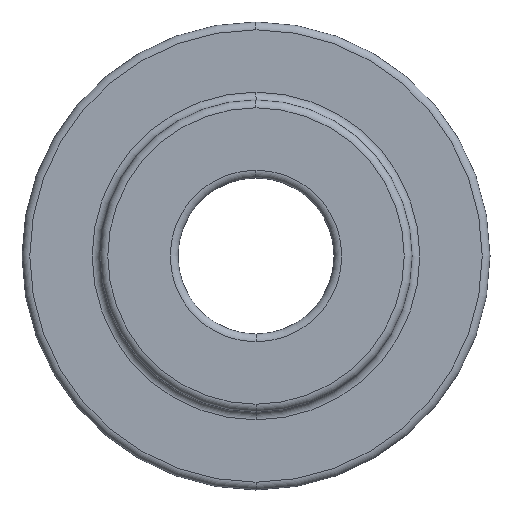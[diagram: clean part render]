
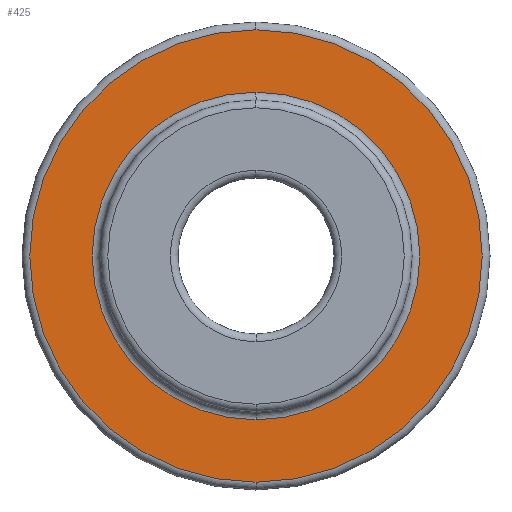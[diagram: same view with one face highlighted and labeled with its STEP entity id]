
A CAD part, left-side view. The second image highlights one B-rep face of the part: STEP entity #425.
In plain terms, the highlighted planar face has unit normal (-1, 0, 0).
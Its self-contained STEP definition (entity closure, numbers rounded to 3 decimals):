
#3 = AXIS2_PLACEMENT_3D ( 'NONE', #46, #239, #377 ) ;
#6 = AXIS2_PLACEMENT_3D ( 'NONE', #291, #139, #487 ) ;
#10 = ORIENTED_EDGE ( 'NONE', *, *, #221, .T. ) ;
#14 = DIRECTION ( 'NONE',  ( 1., 0., 0. ) ) ;
#46 = CARTESIAN_POINT ( 'NONE',  ( 5.5, 0., 0. ) ) ;
#82 = DIRECTION ( 'NONE',  ( 0., 0., -1. ) ) ;
#89 = CIRCLE ( 'NONE', #482, 4.2 ) ;
#100 = AXIS2_PLACEMENT_3D ( 'NONE', #362, #227, #82 ) ;
#127 = CARTESIAN_POINT ( 'NONE',  ( 5.5, 0., 4.2 ) ) ;
#133 = CARTESIAN_POINT ( 'NONE',  ( 5.5, 0., -4.2 ) ) ;
#139 = DIRECTION ( 'NONE',  ( 1., 0., 0. ) ) ;
#167 = FACE_OUTER_BOUND ( 'NONE', #346, .T. ) ;
#171 = VERTEX_POINT ( 'NONE', #634 ) ;
#212 = EDGE_CURVE ( 'NONE', #609, #577, #89, .T. ) ;
#221 = EDGE_CURVE ( 'NONE', #490, #171, #637, .T. ) ;
#227 = DIRECTION ( 'NONE',  ( -1., 0., 0. ) ) ;
#238 = CIRCLE ( 'NONE', #6, 4.2 ) ;
#239 = DIRECTION ( 'NONE',  ( -1., 0., 0. ) ) ;
#279 = DIRECTION ( 'NONE',  ( 1., 0., 0. ) ) ;
#290 = EDGE_CURVE ( 'NONE', #577, #609, #238, .T. ) ;
#291 = CARTESIAN_POINT ( 'NONE',  ( 5.5, 0., 0. ) ) ;
#346 = EDGE_LOOP ( 'NONE', ( #10, #420 ) ) ;
#347 = CARTESIAN_POINT ( 'NONE',  ( 5.5, 0., -5.8 ) ) ;
#352 = DIRECTION ( 'NONE',  ( 0., 0., -1. ) ) ;
#362 = CARTESIAN_POINT ( 'NONE',  ( 5.5, 0., 0. ) ) ;
#374 = CARTESIAN_POINT ( 'NONE',  ( 5.5, 6., 0. ) ) ;
#377 = DIRECTION ( 'NONE',  ( 0., 0., -1. ) ) ;
#398 = EDGE_CURVE ( 'NONE', #171, #490, #399, .T. ) ;
#399 = CIRCLE ( 'NONE', #3, 5.8 ) ;
#409 = ORIENTED_EDGE ( 'NONE', *, *, #290, .T. ) ;
#420 = ORIENTED_EDGE ( 'NONE', *, *, #398, .T. ) ;
#425 = ADVANCED_FACE ( 'NONE', ( #636, #167 ), #446, .F. ) ;
#446 = PLANE ( 'NONE',  #527 ) ;
#482 = AXIS2_PLACEMENT_3D ( 'NONE', #483, #279, #622 ) ;
#483 = CARTESIAN_POINT ( 'NONE',  ( 5.5, 0., 0. ) ) ;
#487 = DIRECTION ( 'NONE',  ( 0., 0., -1. ) ) ;
#490 = VERTEX_POINT ( 'NONE', #347 ) ;
#527 = AXIS2_PLACEMENT_3D ( 'NONE', #374, #14, #352 ) ;
#543 = EDGE_LOOP ( 'NONE', ( #409, #565 ) ) ;
#565 = ORIENTED_EDGE ( 'NONE', *, *, #212, .T. ) ;
#577 = VERTEX_POINT ( 'NONE', #133 ) ;
#609 = VERTEX_POINT ( 'NONE', #127 ) ;
#622 = DIRECTION ( 'NONE',  ( 0., 0., -1. ) ) ;
#634 = CARTESIAN_POINT ( 'NONE',  ( 5.5, 0., 5.8 ) ) ;
#636 = FACE_BOUND ( 'NONE', #543, .T. ) ;
#637 = CIRCLE ( 'NONE', #100, 5.8 ) ;
